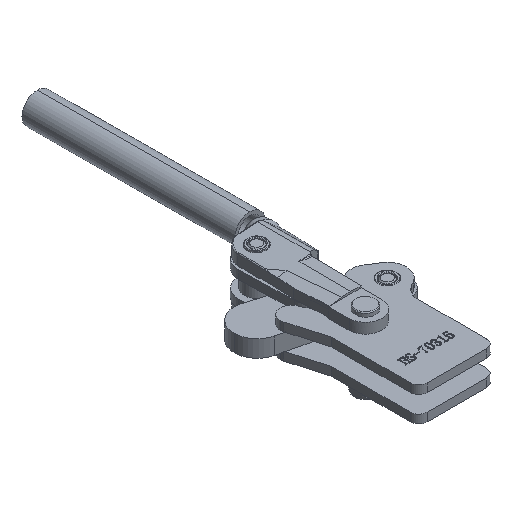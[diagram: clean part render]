
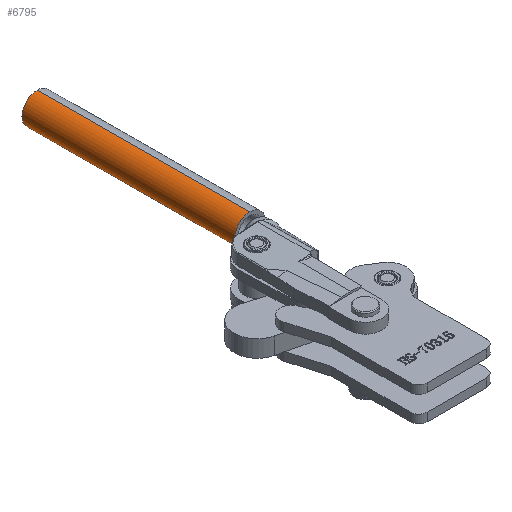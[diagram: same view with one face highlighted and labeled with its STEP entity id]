
A CAD part, isometric view. The second image highlights one B-rep face of the part: STEP entity #6795.
In plain terms, the highlighted cylindrical face has radius 9 mm (diameter 18 mm), a partial arc.
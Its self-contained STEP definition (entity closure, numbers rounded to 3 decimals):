
#262 = DIRECTION ( 'NONE',  ( 0., 0., -1. ) ) ;
#264 = DIRECTION ( 'NONE',  ( 0., -1., 0. ) ) ;
#266 = CARTESIAN_POINT ( 'NONE',  ( 0., 125., 0. ) ) ;
#4556 = AXIS2_PLACEMENT_3D ( 'NONE', #12966, #12967, #12968 ) ;
#4558 = AXIS2_PLACEMENT_3D ( 'NONE', #12973, #12974, #12975 ) ;
#6795 = ADVANCED_FACE ( 'NONE', ( #29482 ), #29488, .T. ) ;
#8087 = EDGE_CURVE ( 'NONE', #30414, #28640, #11727, .T. ) ;
#8089 = EDGE_CURVE ( 'NONE', #30384, #28599, #11732, .T. ) ;
#8090 = EDGE_CURVE ( 'NONE', #30384, #30414, #11730, .T. ) ;
#8092 = EDGE_CURVE ( 'NONE', #28599, #28640, #11736, .T. ) ;
#11727 = LINE ( 'NONE', #12958, #11731 ) ;
#11730 = CIRCLE ( 'NONE', #4556, 9. ) ;
#11731 = VECTOR ( 'NONE', #12956, 1000. ) ;
#11732 = LINE ( 'NONE', #12962, #11734 ) ;
#11734 = VECTOR ( 'NONE', #12957, 1000. ) ;
#11736 = CIRCLE ( 'NONE', #4558, 9. ) ;
#12956 = DIRECTION ( 'NONE',  ( 0., -1., 0. ) ) ;
#12957 = DIRECTION ( 'NONE',  ( 0., -1., 0. ) ) ;
#12958 = CARTESIAN_POINT ( 'NONE',  ( 0., 125., 9. ) ) ;
#12962 = CARTESIAN_POINT ( 'NONE',  ( 0., 125., -9. ) ) ;
#12966 = CARTESIAN_POINT ( 'NONE',  ( 0., 125., 0. ) ) ;
#12967 = DIRECTION ( 'NONE',  ( 0., 1., 0. ) ) ;
#12968 = DIRECTION ( 'NONE',  ( 0., 0., 1. ) ) ;
#12973 = CARTESIAN_POINT ( 'NONE',  ( 0., 0., 0. ) ) ;
#12974 = DIRECTION ( 'NONE',  ( 0., 1., 0. ) ) ;
#12975 = DIRECTION ( 'NONE',  ( 0., 0., 1. ) ) ;
#15122 = CARTESIAN_POINT ( 'NONE',  ( 0., 0., -9. ) ) ;
#15164 = CARTESIAN_POINT ( 'NONE',  ( 0., 0., 9. ) ) ;
#23671 = CARTESIAN_POINT ( 'NONE',  ( 0., 125., -9. ) ) ;
#23701 = CARTESIAN_POINT ( 'NONE',  ( 0., 125., 9. ) ) ;
#28213 = AXIS2_PLACEMENT_3D ( 'NONE', #266, #264, #262 ) ;
#28599 = VERTEX_POINT ( 'NONE', #15122 ) ;
#28640 = VERTEX_POINT ( 'NONE', #15164 ) ;
#28839 = EDGE_LOOP ( 'NONE', ( #29152, #29133, #29165, #29137 ) ) ;
#29133 = ORIENTED_EDGE ( 'NONE', *, *, #8090, .F. ) ;
#29137 = ORIENTED_EDGE ( 'NONE', *, *, #8092, .T. ) ;
#29152 = ORIENTED_EDGE ( 'NONE', *, *, #8087, .F. ) ;
#29165 = ORIENTED_EDGE ( 'NONE', *, *, #8089, .T. ) ;
#29482 = FACE_OUTER_BOUND ( 'NONE', #28839, .T. ) ;
#29488 = CYLINDRICAL_SURFACE ( 'NONE', #28213, 9. ) ;
#30384 = VERTEX_POINT ( 'NONE', #23671 ) ;
#30414 = VERTEX_POINT ( 'NONE', #23701 ) ;
